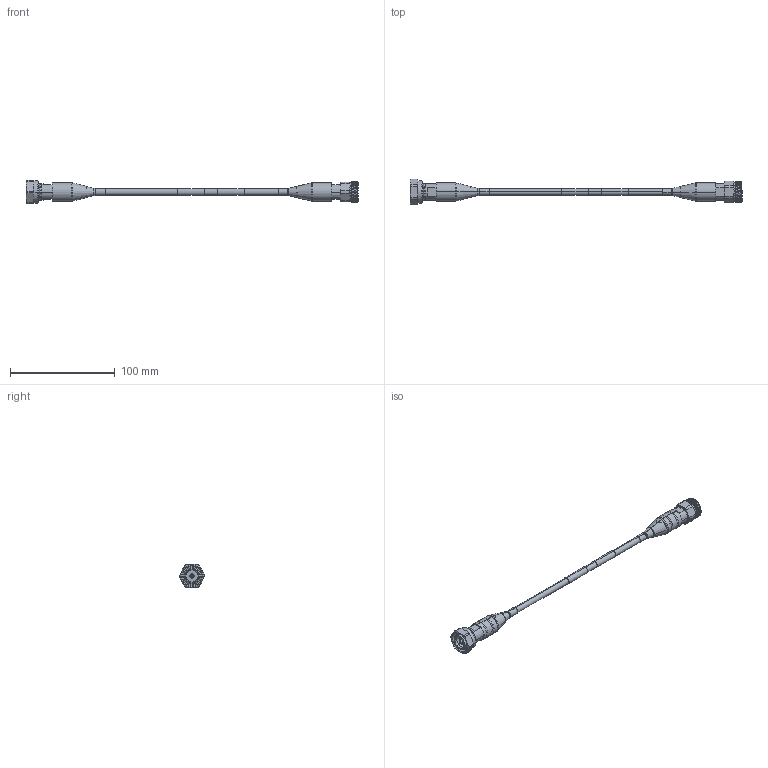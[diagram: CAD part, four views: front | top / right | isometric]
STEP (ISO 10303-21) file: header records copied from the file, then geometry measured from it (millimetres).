
FILE_DESCRIPTION (( 'STEP AP214' ), '1' );
FILE_NAME ('FMCA100105_3D.step', '2024-08-16T20:01:34', ( '' ), ( '' ), 'SwSTEP 2.0', 'SolidWorks 2022', '' );
FILE_SCHEMA (( 'AUTOMOTIVE_DESIGN' ));
Length unit declared in the file: inch
Products named in the file (6): FMCA100105_3D; Heat Shrink^FMCA100105_1" Long; Heat Shrink^FMCA100105; TCP-240-4310MC-LP; TCP-240-NMC-LP; TCOM-240-FR^FMCA100105_LABEL+PE PIM
Assembly tree (5 placements, depth 2):
  FMCA100105_3D
    TCOM-240-FR^FMCA100105_LABEL+PE PIM
    TCP-240-4310MC-LP
    TCP-240-NMC-LP
    Heat Shrink^FMCA100105_1" Long
    Heat Shrink^FMCA100105
Bounding box: 317.35 x 24.5 x 22 mm (x, y, z)
Volume: 28854.4 mm3; surface area: 24289.6 mm2
Topology: 5 solids, 5 shells, 1207 faces, 3075 edges, 1901 vertices
Faces by surface type: bspline 642, cone 372, cylinder 84, plane 63, torus 46
Entity records: 66191 total; most frequent: CARTESIAN_POINT 44168, ORIENTED_EDGE 6142, EDGE_CURVE 3071, DIRECTION 2593, VERTEX_POINT 1901, B_SPLINE_CURVE_WITH_KNOTS 1411, EDGE_LOOP 1238, FACE_OUTER_BOUND 1207
